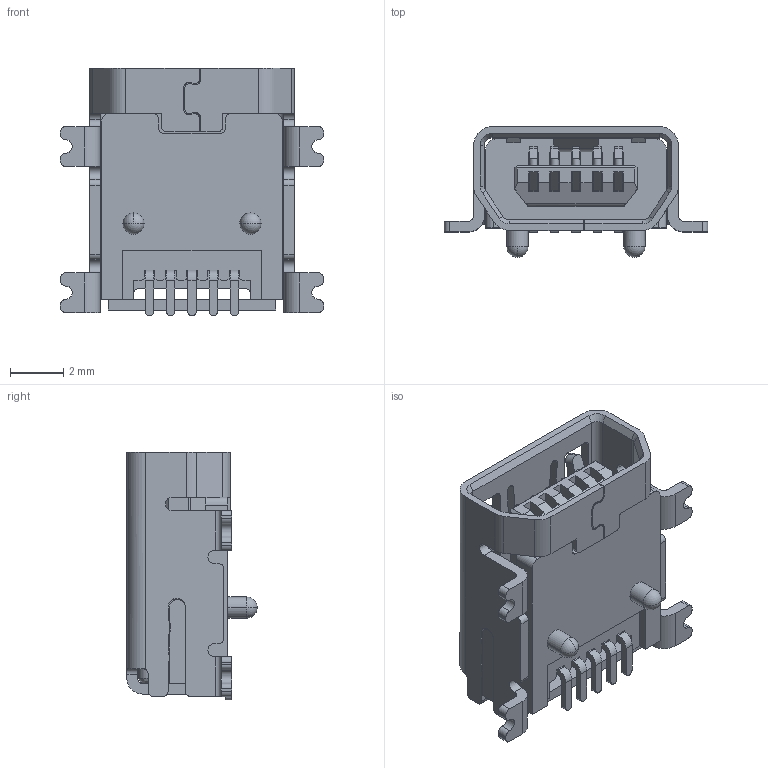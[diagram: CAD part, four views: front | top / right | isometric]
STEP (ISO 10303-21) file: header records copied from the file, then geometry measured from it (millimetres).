
FILE_DESCRIPTION (( 'STEP AP214' ), '1' );
FILE_NAME ('10033527-N3112MLF.STEP', '2023-05-06T15:31:12', ( '' ), ( '' ), 'SwSTEP 2.0', 'SolidWorks 2021', '' );
FILE_SCHEMA (( 'AUTOMOTIVE_DESIGN' ));
Length unit declared in the file: millimetre
Products named in the file (6): CONTACT^ASSEMBLY-1_ASM_10033527-N3112MLF--3DModel-STEP-533217(2)_10033527-N3112MLF; HSG^ASSEMBLY-1_ASM_10033527-N3112MLF--3DModel-STEP-533217(2)_10033527-N3112MLF; ASSEMBLY-1_ASM^10033527-N3112MLF--3DModel-STEP-533217(2)_10033527-N3112MLF; SHELL^ASSEMBLY-1_ASM_10033527-N3112MLF--3DModel-STEP-533217(2)_10033527-N3112MLF; 10033527-N3112MLF--3DModel-STEP-533217(2)^10033527-N3112MLF; 10033527-N3112MLF
Assembly tree (5 placements, depth 4):
  10033527-N3112MLF
    10033527-N3112MLF--3DModel-STEP-533217(2)^10033527-N3112MLF
      ASSEMBLY-1_ASM^10033527-N3112MLF--3DModel-STEP-533217(2)_10033527-N3112MLF
        SHELL^ASSEMBLY-1_ASM_10033527-N3112MLF--3DModel-STEP-533217(2)_10033527-N3112MLF
        HSG^ASSEMBLY-1_ASM_10033527-N3112MLF--3DModel-STEP-533217(2)_10033527-N3112MLF
        CONTACT^ASSEMBLY-1_ASM_10033527-N3112MLF--3DModel-STEP-533217(2)_10033527-N3112MLF
Bounding box: 9.9 x 4.9 x 9.32 mm (x, y, z)
Volume: 138.2 mm3; surface area: 715.3 mm2
Topology: 7 solids, 7 shells, 770 faces, 2273 edges, 1503 vertices
Faces by surface type: plane 486, cylinder 247, bspline 25, cone 6, sphere 5, torus 1
Entity records: 26796 total; most frequent: CARTESIAN_POINT 5853, ORIENTED_EDGE 4532, DIRECTION 4135, EDGE_CURVE 2266, LINE 1655, VECTOR 1655, VERTEX_POINT 1500, AXIS2_PLACEMENT_3D 1240
